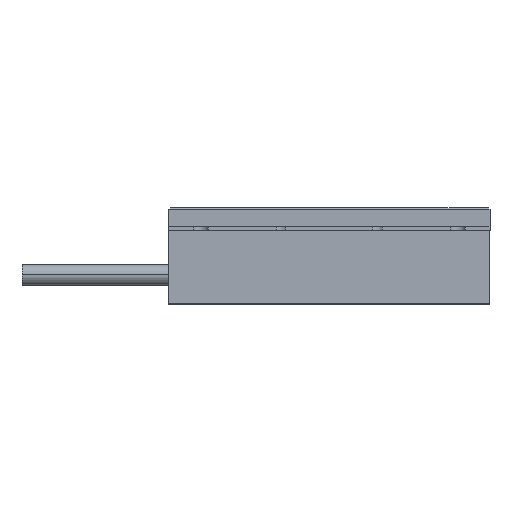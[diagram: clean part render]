
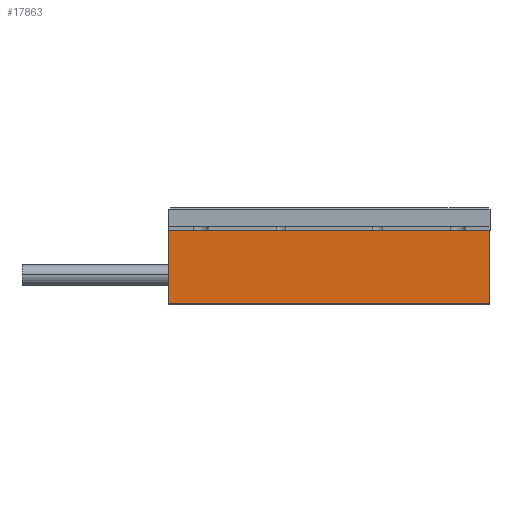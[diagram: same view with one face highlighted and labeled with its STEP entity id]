
A CAD part, top view. The second image highlights one B-rep face of the part: STEP entity #17863.
In plain terms, the highlighted planar face has unit normal (0, 0, 1).
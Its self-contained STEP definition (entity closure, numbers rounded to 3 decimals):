
#1155 = EDGE_CURVE ( 'NONE', #65897, #39919, #45915, .T. ) ;
#2595 = LINE ( 'NONE', #55688, #28568 ) ;
#3971 = ORIENTED_EDGE ( 'NONE', *, *, #22312, .F. ) ;
#5472 = DIRECTION ( 'NONE',  ( 0., 0., -1. ) ) ;
#5544 = CARTESIAN_POINT ( 'NONE',  ( -25., 0., 25. ) ) ;
#9917 = CARTESIAN_POINT ( 'NONE',  ( -25., 5.5, 25. ) ) ;
#13773 = DIRECTION ( 'NONE',  ( 0., -1., 0. ) ) ;
#17511 = CARTESIAN_POINT ( 'NONE',  ( 25., 5.5, 25. ) ) ;
#17863 = ADVANCED_FACE ( 'NONE', ( #32342 ), #64157, .F. ) ;
#21881 = DIRECTION ( 'NONE',  ( -1., 0., 0. ) ) ;
#22312 = EDGE_CURVE ( 'NONE', #61693, #24127, #22412, .T. ) ;
#22412 = LINE ( 'NONE', #17511, #40645 ) ;
#23962 = EDGE_LOOP ( 'NONE', ( #24134, #3971, #50587, #60250 ) ) ;
#24127 = VERTEX_POINT ( 'NONE', #68134 ) ;
#24134 = ORIENTED_EDGE ( 'NONE', *, *, #43376, .T. ) ;
#25408 = EDGE_CURVE ( 'NONE', #65897, #61693, #2595, .T. ) ;
#27129 = CARTESIAN_POINT ( 'NONE',  ( -25., 11.5, 25. ) ) ;
#28568 = VECTOR ( 'NONE', #56359, 1000. ) ;
#31645 = CARTESIAN_POINT ( 'NONE',  ( -25., 5.5, 25. ) ) ;
#32342 = FACE_OUTER_BOUND ( 'NONE', #23962, .T. ) ;
#35256 = CARTESIAN_POINT ( 'NONE',  ( 25., 11.5, 25. ) ) ;
#39919 = VERTEX_POINT ( 'NONE', #5544 ) ;
#40645 = VECTOR ( 'NONE', #55593, 1000. ) ;
#42043 = AXIS2_PLACEMENT_3D ( 'NONE', #31645, #5472, #21881 ) ;
#43376 = EDGE_CURVE ( 'NONE', #39919, #24127, #49174, .T. ) ;
#45915 = LINE ( 'NONE', #9917, #46645 ) ;
#46645 = VECTOR ( 'NONE', #13773, 1000. ) ;
#49174 = LINE ( 'NONE', #54449, #59707 ) ;
#49848 = DIRECTION ( 'NONE',  ( 1., 0., 0. ) ) ;
#50587 = ORIENTED_EDGE ( 'NONE', *, *, #25408, .F. ) ;
#54449 = CARTESIAN_POINT ( 'NONE',  ( -25., 0., 25. ) ) ;
#55593 = DIRECTION ( 'NONE',  ( 0., -1., 0. ) ) ;
#55688 = CARTESIAN_POINT ( 'NONE',  ( -31.357, 11.5, 25. ) ) ;
#56359 = DIRECTION ( 'NONE',  ( 1., 0., 0. ) ) ;
#59707 = VECTOR ( 'NONE', #49848, 1000. ) ;
#60250 = ORIENTED_EDGE ( 'NONE', *, *, #1155, .T. ) ;
#61693 = VERTEX_POINT ( 'NONE', #35256 ) ;
#64157 = PLANE ( 'NONE',  #42043 ) ;
#65897 = VERTEX_POINT ( 'NONE', #27129 ) ;
#68134 = CARTESIAN_POINT ( 'NONE',  ( 25., 0., 25. ) ) ;
